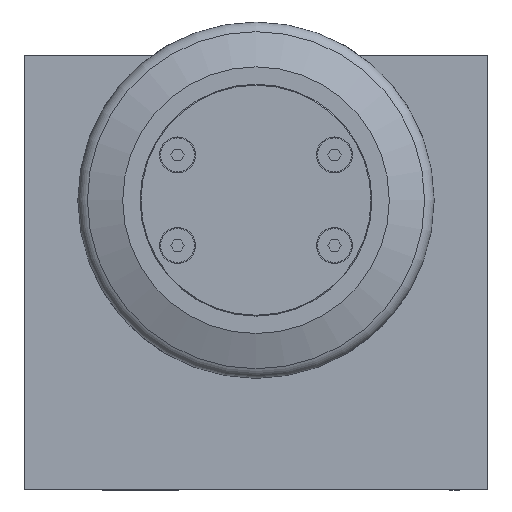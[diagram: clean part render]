
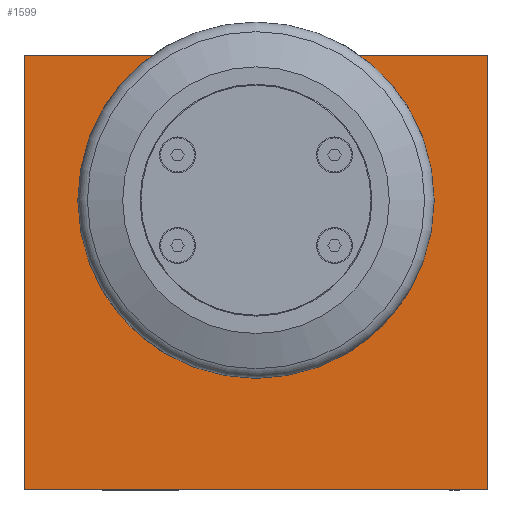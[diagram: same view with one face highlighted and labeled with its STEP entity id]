
A CAD part, front view. The second image highlights one B-rep face of the part: STEP entity #1599.
In plain terms, the highlighted planar face has unit normal (0, -1, 0).
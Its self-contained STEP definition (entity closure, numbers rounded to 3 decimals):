
#39=FACE_BOUND('',#308,.T.);
#100=CIRCLE('',#1755,39.5);
#202=FACE_OUTER_BOUND('',#307,.T.);
#307=EDGE_LOOP('',(#1305,#1306,#1307,#1308));
#308=EDGE_LOOP('',(#1309));
#436=LINE('',#2609,#588);
#437=LINE('',#2611,#589);
#438=LINE('',#2613,#590);
#439=LINE('',#2614,#591);
#588=VECTOR('',#2122,10.);
#589=VECTOR('',#2123,10.);
#590=VECTOR('',#2124,10.);
#591=VECTOR('',#2125,10.);
#746=VERTEX_POINT('',#2598);
#749=VERTEX_POINT('',#2607);
#750=VERTEX_POINT('',#2608);
#751=VERTEX_POINT('',#2610);
#752=VERTEX_POINT('',#2612);
#942=EDGE_CURVE('',#746,#746,#100,.T.);
#945=EDGE_CURVE('',#749,#750,#436,.T.);
#946=EDGE_CURVE('',#751,#750,#437,.T.);
#947=EDGE_CURVE('',#752,#751,#438,.T.);
#948=EDGE_CURVE('',#752,#749,#439,.T.);
#1305=ORIENTED_EDGE('',*,*,#945,.T.);
#1306=ORIENTED_EDGE('',*,*,#946,.F.);
#1307=ORIENTED_EDGE('',*,*,#947,.F.);
#1308=ORIENTED_EDGE('',*,*,#948,.T.);
#1309=ORIENTED_EDGE('',*,*,#942,.T.);
#1518=PLANE('',#1759);
#1599=ADVANCED_FACE('',(#202,#39),#1518,.T.);
#1755=AXIS2_PLACEMENT_3D('',#2600,#2112,#2113);
#1759=AXIS2_PLACEMENT_3D('',#2606,#2120,#2121);
#2112=DIRECTION('center_axis',(0.,1.,0.));
#2113=DIRECTION('ref_axis',(-1.,0.,0.));
#2120=DIRECTION('center_axis',(0.,-1.,0.));
#2121=DIRECTION('ref_axis',(0.,0.,-1.));
#2122=DIRECTION('',(0.,0.,1.));
#2123=DIRECTION('',(1.,0.,0.));
#2124=DIRECTION('',(0.,0.,1.));
#2125=DIRECTION('',(1.,0.,0.));
#2598=CARTESIAN_POINT('',(119.5,0.,100.));
#2600=CARTESIAN_POINT('Origin',(80.,0.,100.));
#2606=CARTESIAN_POINT('Origin',(0.,0.,0.));
#2607=CARTESIAN_POINT('',(160.,0.,0.));
#2608=CARTESIAN_POINT('',(160.,0.,150.));
#2609=CARTESIAN_POINT('',(160.,0.,0.));
#2610=CARTESIAN_POINT('',(0.,0.,150.));
#2611=CARTESIAN_POINT('',(0.,0.,150.));
#2612=CARTESIAN_POINT('',(0.,0.,0.));
#2613=CARTESIAN_POINT('',(0.,0.,0.));
#2614=CARTESIAN_POINT('',(0.,0.,0.));
